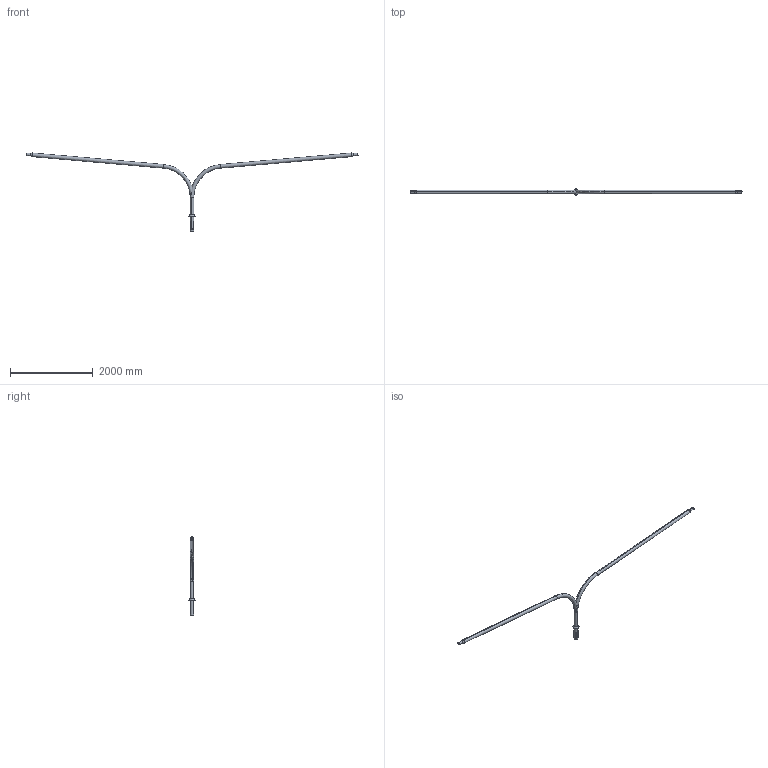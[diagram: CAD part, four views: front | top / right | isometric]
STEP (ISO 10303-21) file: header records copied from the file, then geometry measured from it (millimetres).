
FILE_DESCRIPTION (( 'STEP AP214' ), '1' );
FILE_NAME ('130570KXXX T140CO 4608277 T-OLAKEVARSI_3D.step', '2022-05-28T14:38:35', ( '' ), ( '' ), 'SwSTEP 2.0', 'SolidWorks 2021', '' );
FILE_SCHEMA (( 'AUTOMOTIVE_DESIGN' ));
Length unit declared in the file: millimetre
Products named in the file (5): OLAKE T-VARREN PIDEMPI AIHIO_T140CO; SOVITERENGAS OLAKEVARSI_SOVITERENGAS D89-D139; 130570KXXX T140CO 4608277 T-OLAKEVARSI_3D; OLAKEVARREN LATTA_LATTA 3X9,5X200; OLAKE T-VARREN LYHYEMPI AIHIO_T140CO
Assembly tree (7 placements, depth 2):
  130570KXXX T140CO 4608277 T-OLAKEVARSI_3D
    OLAKE T-VARREN PIDEMPI AIHIO_T140CO
    OLAKE T-VARREN LYHYEMPI AIHIO_T140CO
    SOVITERENGAS OLAKEVARSI_SOVITERENGAS D89-D139
    OLAKEVARREN LATTA_LATTA 3X9,5X200  x4
Bounding box: 8005.09 x 148 x 1881.28 mm (x, y, z)
Volume: 7846066.3 mm3; surface area: 5138738.6 mm2
Topology: 7 solids, 7 shells, 99 faces, 223 edges, 134 vertices
Faces by surface type: plane 33, cylinder 32, torus 19, cone 10, bspline 5
Entity records: 5525 total; most frequent: CARTESIAN_POINT 3443, DIRECTION 438, ORIENTED_EDGE 374, EDGE_CURVE 187, AXIS2_PLACEMENT_3D 184, VERTEX_POINT 110, CIRCLE 98, EDGE_LOOP 85
